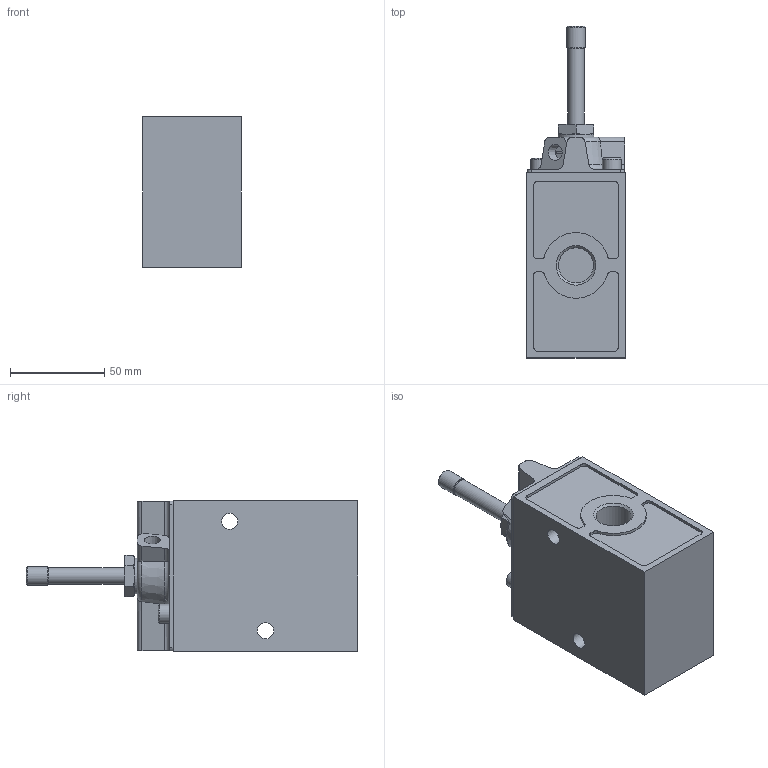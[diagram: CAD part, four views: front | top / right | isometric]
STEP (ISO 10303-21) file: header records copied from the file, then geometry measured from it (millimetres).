
FILE_DESCRIPTION(/* description */ ('STEP AP214'),/* implementation_level */ '2;1');
FILE_NAME(/* name */ '7885_MOCH-3-1_2',/* time_stamp */ '2024-09-06T19:16:08+02:00',/* author */ ('License CC BY-ND 4.0'),/* organization */ ('CADENAS'),/* preprocessor_version */ 'ST-DEVELOPER v19.3',/* originating_system */ 'PARTsolutions',/* authorisation */ ' ');
FILE_SCHEMA (('AUTOMOTIVE_DESIGN {1 0 10303 214 3 1 1}'));
Length unit declared in the file: millimetre
Products named in the file (2): 7885 MOCH-3-1/2; 7885 MOCH-3-1/2---(part)
Assembly tree (1 placements, depth 2):
  7885 MOCH-3-1/2
    7885 MOCH-3-1/2---(part)
Bounding box: 52 x 176 x 80 mm (x, y, z)
Volume: 418034.7 mm3; surface area: 47621.6 mm2
Topology: 1 solids, 1 shells, 165 faces, 403 edges, 258 vertices
Faces by surface type: plane 78, cylinder 55, cone 25, torus 7
Full cylindrical faces by diameter (mm): 4 x1, 8.6 x2, 8.8 x1, 9 x1, 9.728 x1, 10 x2, 18.631 x3, 19 x1
Entity records: 4833 total; most frequent: CARTESIAN_POINT 992, DIRECTION 788, ORIENTED_EDGE 756, EDGE_CURVE 378, AXIS2_PLACEMENT_3D 299, VERTEX_POINT 255, EDGE_LOOP 209, FACE_BOUND 209
